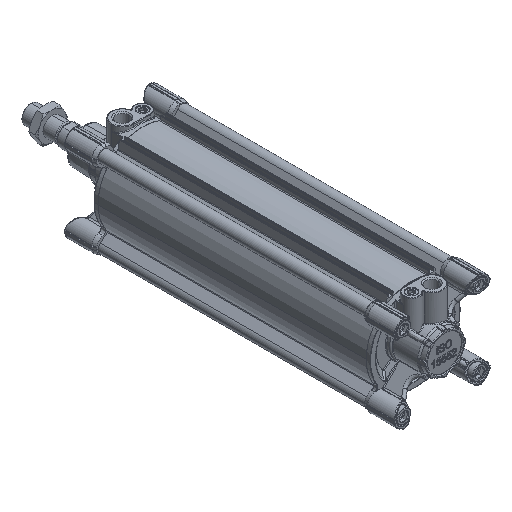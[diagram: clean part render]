
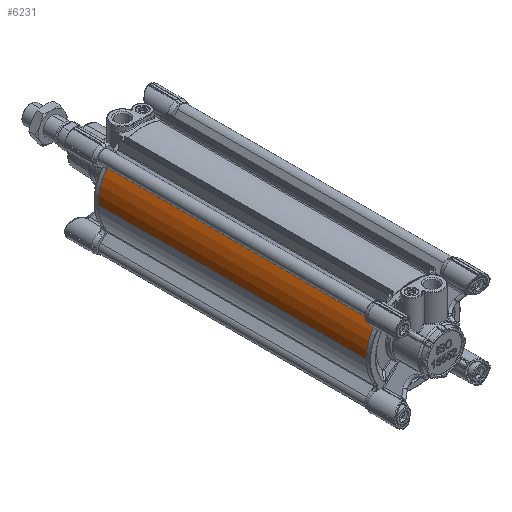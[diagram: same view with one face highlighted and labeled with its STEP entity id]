
A CAD part, isometric view. The second image highlights one B-rep face of the part: STEP entity #6231.
In plain terms, the highlighted cylindrical face has radius 65.5 mm (diameter 131 mm), a partial arc.
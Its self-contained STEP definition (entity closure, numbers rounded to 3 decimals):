
#2870 = VECTOR ( 'NONE', #46946, 1000. ) ;
#6065 = EDGE_CURVE ( 'NONE', #109608, #33038, #45552, .T. ) ;
#6231 = ADVANCED_FACE ( 'NONE', ( #21401 ), #95525, .T. ) ;
#10881 = ORIENTED_EDGE ( 'NONE', *, *, #110246, .F. ) ;
#16363 = ORIENTED_EDGE ( 'NONE', *, *, #40233, .F. ) ;
#19668 = ORIENTED_EDGE ( 'NONE', *, *, #25270, .T. ) ;
#21401 = FACE_OUTER_BOUND ( 'NONE', #125056, .T. ) ;
#25270 = EDGE_CURVE ( 'NONE', #33038, #33428, #53688, .T. ) ;
#31955 = AXIS2_PLACEMENT_3D ( 'NONE', #114993, #72018, #85349 ) ;
#33038 = VERTEX_POINT ( 'NONE', #37428 ) ;
#33428 = VERTEX_POINT ( 'NONE', #97639 ) ;
#37428 = CARTESIAN_POINT ( 'NONE',  ( -51.346, 435., 40.668 ) ) ;
#40233 = EDGE_CURVE ( 'NONE', #109608, #100185, #108557, .T. ) ;
#45552 = LINE ( 'NONE', #101226, #2870 ) ;
#46946 = DIRECTION ( 'NONE',  ( 0., 1., 0. ) ) ;
#48093 = DIRECTION ( 'NONE',  ( 1., 0., 0. ) ) ;
#48801 = CARTESIAN_POINT ( 'NONE',  ( 0., 435., 0. ) ) ;
#52431 = CARTESIAN_POINT ( 'NONE',  ( -65.5, 365., 0. ) ) ;
#53688 = CIRCLE ( 'NONE', #116699, 65.5 ) ;
#57263 = CARTESIAN_POINT ( 'NONE',  ( -51.346, 45., 40.668 ) ) ;
#65859 = VECTOR ( 'NONE', #95424, 1000. ) ;
#67905 = DIRECTION ( 'NONE',  ( 0., -1., 0. ) ) ;
#72018 = DIRECTION ( 'NONE',  ( 0., -1., 0. ) ) ;
#73029 = DIRECTION ( 'NONE',  ( 0., 1., 0. ) ) ;
#73737 = CARTESIAN_POINT ( 'NONE',  ( 0., 365., 0. ) ) ;
#84183 = LINE ( 'NONE', #52431, #65859 ) ;
#85349 = DIRECTION ( 'NONE',  ( 1., 0., 0. ) ) ;
#92488 = CARTESIAN_POINT ( 'NONE',  ( -65.5, 45., 0. ) ) ;
#95424 = DIRECTION ( 'NONE',  ( 0., 1., 0. ) ) ;
#95525 = CYLINDRICAL_SURFACE ( 'NONE', #99765, 65.5 ) ;
#97639 = CARTESIAN_POINT ( 'NONE',  ( -65.5, 435., 0. ) ) ;
#99765 = AXIS2_PLACEMENT_3D ( 'NONE', #73737, #73029, #139282 ) ;
#100185 = VERTEX_POINT ( 'NONE', #92488 ) ;
#101226 = CARTESIAN_POINT ( 'NONE',  ( -51.346, 365., 40.668 ) ) ;
#108557 = CIRCLE ( 'NONE', #31955, 65.5 ) ;
#109608 = VERTEX_POINT ( 'NONE', #57263 ) ;
#110246 = EDGE_CURVE ( 'NONE', #100185, #33428, #84183, .T. ) ;
#114993 = CARTESIAN_POINT ( 'NONE',  ( 0., 45., 0. ) ) ;
#116699 = AXIS2_PLACEMENT_3D ( 'NONE', #48801, #67905, #48093 ) ;
#122281 = ORIENTED_EDGE ( 'NONE', *, *, #6065, .T. ) ;
#125056 = EDGE_LOOP ( 'NONE', ( #10881, #16363, #122281, #19668 ) ) ;
#139282 = DIRECTION ( 'NONE',  ( -1., 0., 0. ) ) ;
